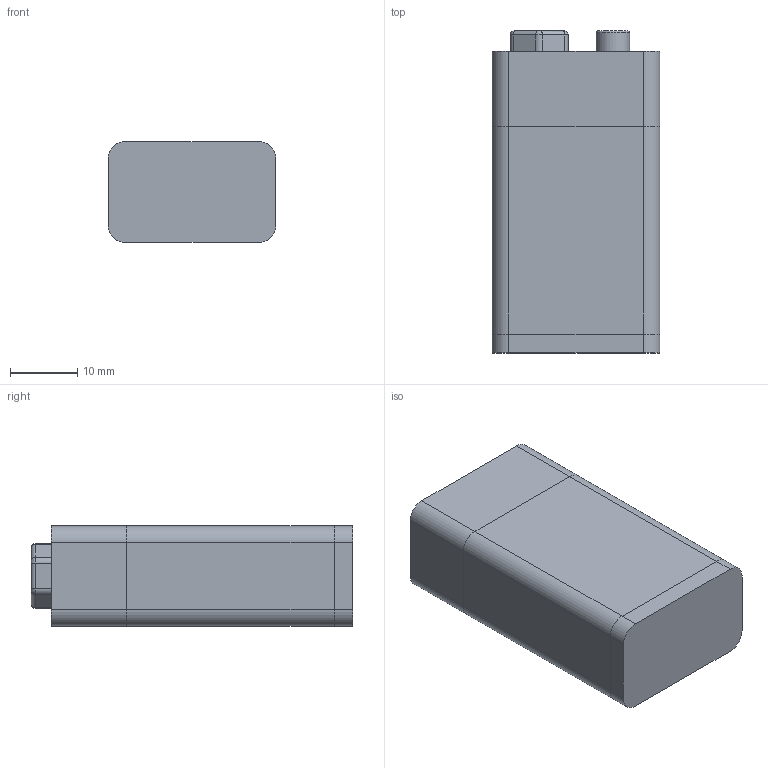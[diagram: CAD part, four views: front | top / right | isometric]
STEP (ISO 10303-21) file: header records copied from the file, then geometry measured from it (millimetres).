
FILE_DESCRIPTION(/* description */ (''),/* implementation_level */ '2;1');
FILE_NAME(/* name */ '687c2421-e440-4c47-8434-6796924a4b98.stp',/* time_stamp */ '2015-08-23T21:42:28+10:00',/* author */ (''),/* organization */ (''),/* preprocessor_version */ 'ST-DEVELOPER v16.1',/* originating_system */ 'Autodesk Translation Framework v4.1.0.1560',/* authorisation */ '');
FILE_SCHEMA (('AUTOMOTIVE_DESIGN { 1 0 10303 214 3 1 1 }'));
Length unit declared in the file: centimetre
Products named in the file (1): Battery v2
Bounding box: 25 x 48 x 15 mm (x, y, z)
Volume: 16754.2 mm3; surface area: 6013.9 mm2
Topology: 6 solids, 6 shells, 94 faces, 223 edges, 134 vertices
Faces by surface type: plane 42, cylinder 39, bspline 12, torus 1
Full cylindrical faces by diameter (mm): 4 x1, 5 x1
Entity records: 2831 total; most frequent: CARTESIAN_POINT 633, DIRECTION 464, ORIENTED_EDGE 426, EDGE_CURVE 213, AXIS2_PLACEMENT_3D 168, VERTEX_POINT 133, LINE 128, VECTOR 128
